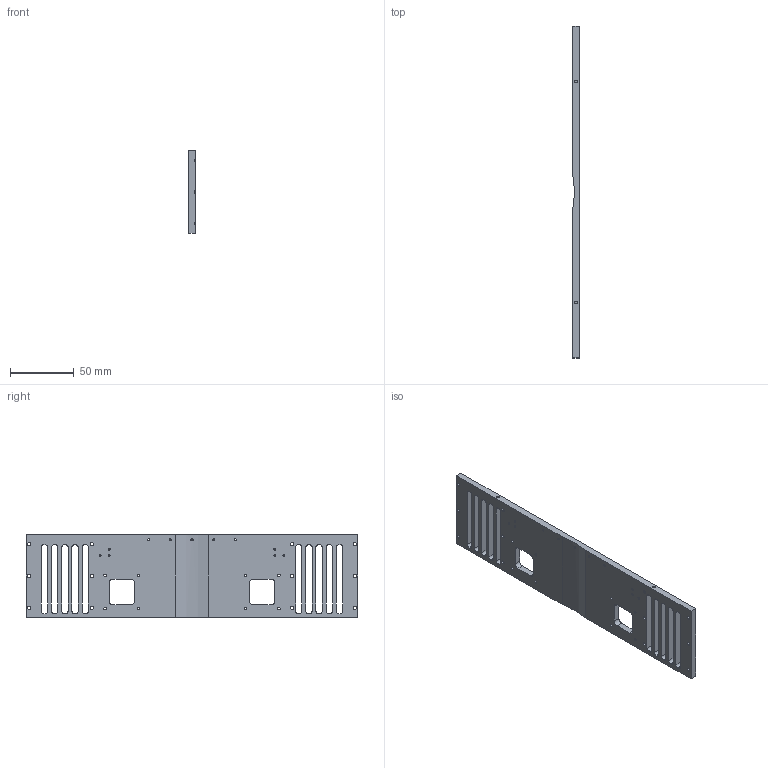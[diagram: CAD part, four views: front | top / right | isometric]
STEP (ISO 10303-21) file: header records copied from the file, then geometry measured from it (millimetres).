
FILE_DESCRIPTION(/* description */ (''),/* implementation_level */ '2;1');
FILE_NAME(/* name */ 'chamber_back.step',/* time_stamp */ '2025-09-03T11:10:08+02:00',/* author */ (''),/* organization */ (''),/* preprocessor_version */ 'ST-DEVELOPER v20.1',/* originating_system */ 'Autodesk Translation Framework v14.10.0.0',/* authorisation */ '');
FILE_SCHEMA (('AUTOMOTIVE_DESIGN { 1 0 10303 214 3 1 1 }'));
Length unit declared in the file: millimetre
Products named in the file (1): chamber_back
Bounding box: 5 x 260 x 65 mm (x, y, z)
Volume: 65239 mm3; surface area: 37442.6 mm2
Topology: 1 solids, 1 shells, 151 faces, 460 edges, 303 vertices
Faces by surface type: cylinder 82, plane 57, cone 12
Full cylindrical faces by diameter (mm): 1.623 x11, 2.075 x10, 2.6 x12
Entity records: 5433 total; most frequent: CARTESIAN_POINT 979, DIRECTION 927, ORIENTED_EDGE 920, EDGE_CURVE 460, AXIS2_PLACEMENT_3D 332, VERTEX_POINT 303, LINE 263, VECTOR 263
